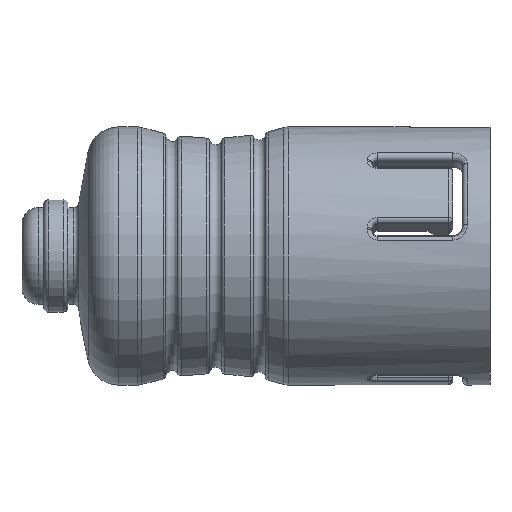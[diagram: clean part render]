
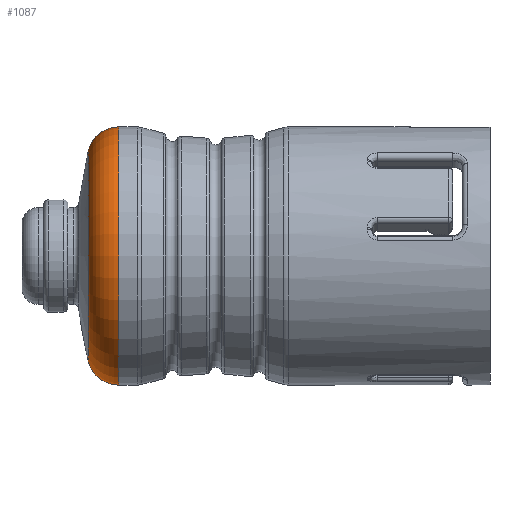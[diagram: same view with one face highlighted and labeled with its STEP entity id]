
A CAD part, front view. The second image highlights one B-rep face of the part: STEP entity #1087.
In plain terms, the highlighted toroidal (fillet/blend) face has major radius 6.047 mm and minor radius 1.953 mm.
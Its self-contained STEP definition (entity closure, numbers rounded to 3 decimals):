
#370=TOROIDAL_SURFACE('',#3676,6.047,1.953);
#1087=ADVANCED_FACE('',(#1351,#1352),#370,.T.);
#1351=FACE_BOUND('',#1456,.T.);
#1352=FACE_BOUND('',#1457,.T.);
#1456=EDGE_LOOP('',(#1873));
#1457=EDGE_LOOP('',(#1874));
#1873=ORIENTED_EDGE('',*,*,#3082,.F.);
#1874=ORIENTED_EDGE('',*,*,#3081,.T.);
#2764=VERTEX_POINT('',#6237);
#2765=VERTEX_POINT('',#6240);
#3081=EDGE_CURVE('',#2764,#2764,#3430,.T.);
#3082=EDGE_CURVE('',#2765,#2765,#3431,.T.);
#3430=CIRCLE('',#3673,8.);
#3431=CIRCLE('',#3675,6.5);
#3673=AXIS2_PLACEMENT_3D('',#6236,#4210,#4211);
#3675=AXIS2_PLACEMENT_3D('',#6239,#4214,#4215);
#3676=AXIS2_PLACEMENT_3D('',#6241,#4216,#4217);
#4210=DIRECTION('',(-1.,0.,0.));
#4211=DIRECTION('',(0.,0.,1.));
#4214=DIRECTION('',(-1.,0.,0.));
#4215=DIRECTION('',(0.,0.,1.));
#4216=DIRECTION('',(-1.,0.,0.));
#4217=DIRECTION('',(0.,0.,1.));
#6236=CARTESIAN_POINT('',(6.,0.,0.));
#6237=CARTESIAN_POINT('',(6.,0.,8.));
#6239=CARTESIAN_POINT('',(4.1,0.,0.));
#6240=CARTESIAN_POINT('',(4.1,0.,6.5));
#6241=CARTESIAN_POINT('',(6.,0.,0.));
